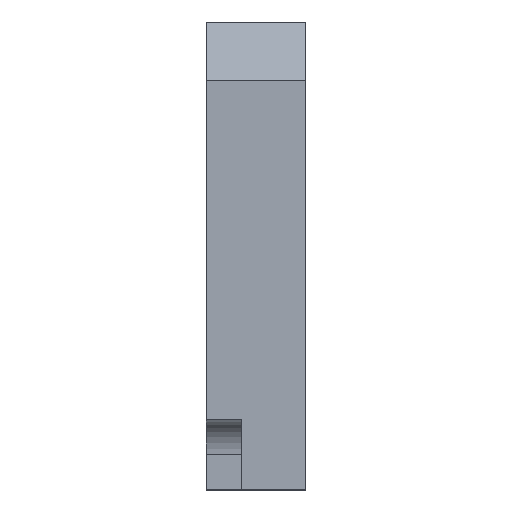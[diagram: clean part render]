
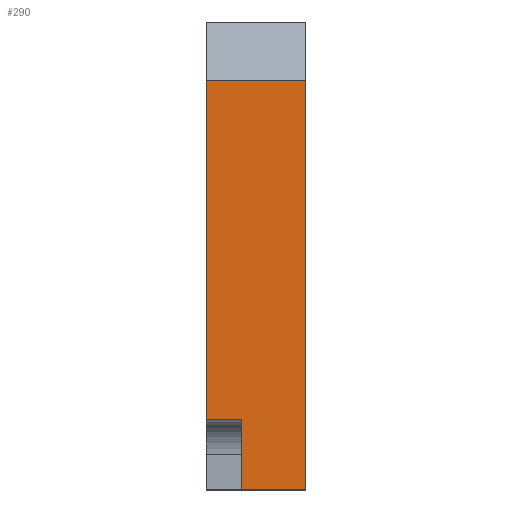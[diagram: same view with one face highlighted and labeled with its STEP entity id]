
A CAD part, left-side view. The second image highlights one B-rep face of the part: STEP entity #290.
In plain terms, the highlighted planar face has unit normal (-1, 0, 0).
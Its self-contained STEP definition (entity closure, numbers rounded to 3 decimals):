
#19 = EDGE_CURVE ( 'NONE', #486, #690, #559, .T. ) ;
#24 = DIRECTION ( 'NONE',  ( 0., -1., 0. ) ) ;
#47 = CARTESIAN_POINT ( 'NONE',  ( -15., 5.5, -14. ) ) ;
#64 = CARTESIAN_POINT ( 'NONE',  ( -15., 8.5, -20. ) ) ;
#108 = VECTOR ( 'NONE', #987, 1000. ) ;
#111 = CARTESIAN_POINT ( 'NONE',  ( -15., 8.5, -14. ) ) ;
#127 = ORIENTED_EDGE ( 'NONE', *, *, #19, .T. ) ;
#156 = CARTESIAN_POINT ( 'NONE',  ( -15., 0., 15. ) ) ;
#180 = AXIS2_PLACEMENT_3D ( 'NONE', #1290, #1288, #1335 ) ;
#194 = VECTOR ( 'NONE', #24, 1000. ) ;
#202 = EDGE_LOOP ( 'NONE', ( #499, #1241, #1841, #1752, #127, #394 ) ) ;
#218 = LINE ( 'NONE', #64, #557 ) ;
#224 = DIRECTION ( 'NONE',  ( 0., 0., 1. ) ) ;
#227 = DIRECTION ( 'NONE',  ( 0., -1., 0. ) ) ;
#230 = CARTESIAN_POINT ( 'NONE',  ( -15., 8.5, 15. ) ) ;
#290 = ADVANCED_FACE ( 'NONE', ( #1799 ), #1175, .F. ) ;
#345 = CARTESIAN_POINT ( 'NONE',  ( -15., 8.5, 15. ) ) ;
#354 = DIRECTION ( 'NONE',  ( 0., 0., 1. ) ) ;
#374 = EDGE_CURVE ( 'NONE', #630, #1763, #1333, .T. ) ;
#376 = CARTESIAN_POINT ( 'NONE',  ( -15., 5.5, -14. ) ) ;
#394 = ORIENTED_EDGE ( 'NONE', *, *, #1707, .F. ) ;
#412 = CARTESIAN_POINT ( 'NONE',  ( -15., 0., -20. ) ) ;
#438 = LINE ( 'NONE', #230, #1001 ) ;
#486 = VERTEX_POINT ( 'NONE', #412 ) ;
#499 = ORIENTED_EDGE ( 'NONE', *, *, #1487, .F. ) ;
#557 = VECTOR ( 'NONE', #227, 1000. ) ;
#559 = LINE ( 'NONE', #835, #1247 ) ;
#630 = VERTEX_POINT ( 'NONE', #47 ) ;
#690 = VERTEX_POINT ( 'NONE', #156 ) ;
#821 = DIRECTION ( 'NONE',  ( 0., 0., 1. ) ) ;
#835 = CARTESIAN_POINT ( 'NONE',  ( -15., 0., 15. ) ) ;
#901 = CARTESIAN_POINT ( 'NONE',  ( -15., 5.5, -14. ) ) ;
#956 = VERTEX_POINT ( 'NONE', #1645 ) ;
#958 = VECTOR ( 'NONE', #224, 1000. ) ;
#987 = DIRECTION ( 'NONE',  ( 0., 1., 0. ) ) ;
#1001 = VECTOR ( 'NONE', #354, 1000. ) ;
#1140 = EDGE_CURVE ( 'NONE', #956, #486, #218, .T. ) ;
#1169 = VERTEX_POINT ( 'NONE', #345 ) ;
#1175 = PLANE ( 'NONE',  #180 ) ;
#1241 = ORIENTED_EDGE ( 'NONE', *, *, #374, .F. ) ;
#1247 = VECTOR ( 'NONE', #821, 1000. ) ;
#1288 = DIRECTION ( 'NONE',  ( 1., 0., 0. ) ) ;
#1290 = CARTESIAN_POINT ( 'NONE',  ( -15., 8.5, 15. ) ) ;
#1328 = LINE ( 'NONE', #1437, #194 ) ;
#1333 = LINE ( 'NONE', #901, #108 ) ;
#1335 = DIRECTION ( 'NONE',  ( 0., 0., -1. ) ) ;
#1437 = CARTESIAN_POINT ( 'NONE',  ( -15., 8.5, 15. ) ) ;
#1487 = EDGE_CURVE ( 'NONE', #1763, #1169, #438, .T. ) ;
#1502 = EDGE_CURVE ( 'NONE', #956, #630, #1812, .T. ) ;
#1645 = CARTESIAN_POINT ( 'NONE',  ( -15., 5.5, -20. ) ) ;
#1707 = EDGE_CURVE ( 'NONE', #1169, #690, #1328, .T. ) ;
#1752 = ORIENTED_EDGE ( 'NONE', *, *, #1140, .T. ) ;
#1763 = VERTEX_POINT ( 'NONE', #111 ) ;
#1799 = FACE_OUTER_BOUND ( 'NONE', #202, .T. ) ;
#1812 = LINE ( 'NONE', #376, #958 ) ;
#1841 = ORIENTED_EDGE ( 'NONE', *, *, #1502, .F. ) ;
